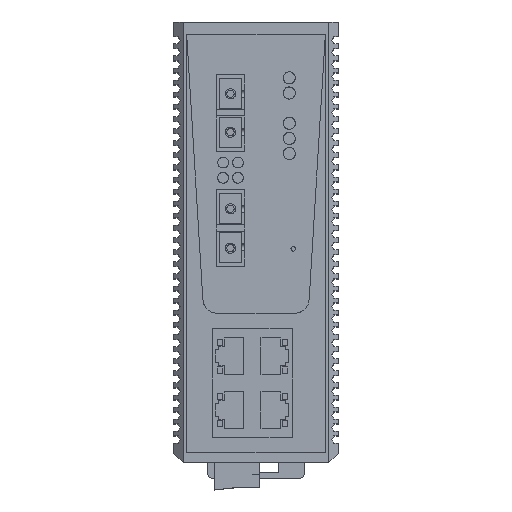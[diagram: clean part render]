
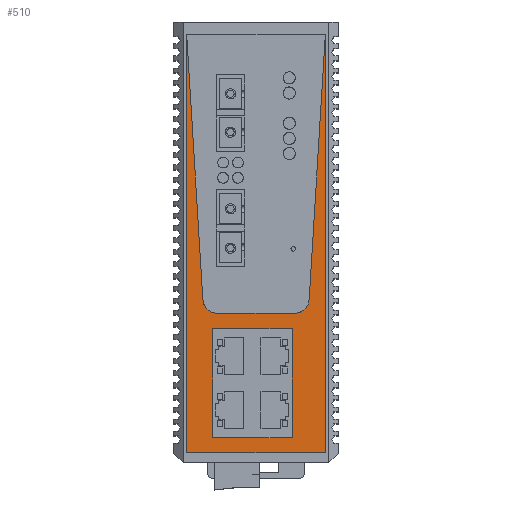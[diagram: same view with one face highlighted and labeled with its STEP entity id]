
A CAD part, top view. The second image highlights one B-rep face of the part: STEP entity #510.
In plain terms, the highlighted planar face has unit normal (0, 0, 1).
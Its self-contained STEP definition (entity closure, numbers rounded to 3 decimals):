
#431=AXIS2_PLACEMENT_3D('Plane Axis2P3D',#428,#429,#430) ;
#465=AXIS2_PLACEMENT_3D('Circle Axis2P3D',#463,#464,$) ;
#479=AXIS2_PLACEMENT_3D('Circle Axis2P3D',#477,#478,$) ;
#314=CARTESIAN_POINT('Vertex',(39.05,53.2,117.55)) ;
#330=CARTESIAN_POINT('Vertex',(39.05,17.2,117.55)) ;
#333=CARTESIAN_POINT('Line Origine',(39.05,35.2,117.55)) ;
#355=CARTESIAN_POINT('Vertex',(12.75,53.2,117.55)) ;
#365=CARTESIAN_POINT('Line Origine',(25.9,53.2,117.55)) ;
#412=CARTESIAN_POINT('Vertex',(12.75,17.2,117.55)) ;
#415=CARTESIAN_POINT('Line Origine',(25.9,17.2,117.55)) ;
#428=CARTESIAN_POINT('Axis2P3D Location',(27.1,81.75,117.55)) ;
#433=CARTESIAN_POINT('Line Origine',(4.2,81.2,117.55)) ;
#437=CARTESIAN_POINT('Vertex',(4.2,150.25,117.55)) ;
#439=CARTESIAN_POINT('Vertex',(4.2,12.15,117.55)) ;
#442=CARTESIAN_POINT('Line Origine',(27.1,12.15,117.55)) ;
#446=CARTESIAN_POINT('Vertex',(50.,12.15,117.55)) ;
#449=CARTESIAN_POINT('Line Origine',(50.,81.2,117.55)) ;
#453=CARTESIAN_POINT('Vertex',(50.,150.25,117.55)) ;
#456=CARTESIAN_POINT('Line Origine',(47.328,106.564,117.55)) ;
#460=CARTESIAN_POINT('Vertex',(44.656,62.878,117.55)) ;
#463=CARTESIAN_POINT('Axis2P3D Location',(39.665,63.183,117.55)) ;
#467=CARTESIAN_POINT('Vertex',(39.665,58.183,117.55)) ;
#470=CARTESIAN_POINT('Line Origine',(27.1,58.183,117.55)) ;
#474=CARTESIAN_POINT('Vertex',(14.535,58.183,117.55)) ;
#477=CARTESIAN_POINT('Axis2P3D Location',(14.535,63.183,117.55)) ;
#481=CARTESIAN_POINT('Vertex',(9.544,62.878,117.55)) ;
#484=CARTESIAN_POINT('Line Origine',(6.872,106.564,117.55)) ;
#499=CARTESIAN_POINT('Line Origine',(12.75,35.2,117.55)) ;
#334=DIRECTION('Vector Direction',(0.,1.,0.)) ;
#366=DIRECTION('Vector Direction',(-1.,0.,0.)) ;
#416=DIRECTION('Vector Direction',(1.,0.,0.)) ;
#429=DIRECTION('Axis2P3D Direction',(0.,0.,1.)) ;
#430=DIRECTION('Axis2P3D XDirection',(0.,1.,0.)) ;
#434=DIRECTION('Vector Direction',(0.,-1.,0.)) ;
#443=DIRECTION('Vector Direction',(1.,0.,0.)) ;
#450=DIRECTION('Vector Direction',(0.,1.,0.)) ;
#457=DIRECTION('Vector Direction',(0.061,0.998,0.)) ;
#464=DIRECTION('Axis2P3D Direction',(0.,0.,1.)) ;
#471=DIRECTION('Vector Direction',(1.,0.,0.)) ;
#478=DIRECTION('Axis2P3D Direction',(0.,0.,1.)) ;
#485=DIRECTION('Vector Direction',(-0.061,0.998,0.)) ;
#500=DIRECTION('Vector Direction',(0.,-1.,0.)) ;
#335=VECTOR('Line Direction',#334,1.) ;
#367=VECTOR('Line Direction',#366,1.) ;
#417=VECTOR('Line Direction',#416,1.) ;
#435=VECTOR('Line Direction',#434,1.) ;
#444=VECTOR('Line Direction',#443,1.) ;
#451=VECTOR('Line Direction',#450,1.) ;
#458=VECTOR('Line Direction',#457,1.) ;
#472=VECTOR('Line Direction',#471,1.) ;
#486=VECTOR('Line Direction',#485,1.) ;
#501=VECTOR('Line Direction',#500,1.) ;
#490=ORIENTED_EDGE('',*,*,#441,.T.) ;
#491=ORIENTED_EDGE('',*,*,#448,.T.) ;
#492=ORIENTED_EDGE('',*,*,#455,.T.) ;
#493=ORIENTED_EDGE('',*,*,#462,.F.) ;
#494=ORIENTED_EDGE('',*,*,#469,.F.) ;
#495=ORIENTED_EDGE('',*,*,#476,.F.) ;
#496=ORIENTED_EDGE('',*,*,#483,.F.) ;
#497=ORIENTED_EDGE('',*,*,#488,.F.) ;
#505=ORIENTED_EDGE('',*,*,#337,.F.) ;
#506=ORIENTED_EDGE('',*,*,#419,.F.) ;
#507=ORIENTED_EDGE('',*,*,#503,.F.) ;
#508=ORIENTED_EDGE('',*,*,#369,.F.) ;
#509=FACE_BOUND('',#504,.T.) ;
#510=ADVANCED_FACE('SWITCH',(#498,#509),#432,.T.) ;
#466=CIRCLE('generated circle',#465,5.) ;
#480=CIRCLE('generated circle',#479,5.) ;
#337=EDGE_CURVE('',#331,#315,#336,.T.) ;
#369=EDGE_CURVE('',#315,#356,#368,.T.) ;
#419=EDGE_CURVE('',#413,#331,#418,.T.) ;
#441=EDGE_CURVE('',#438,#440,#436,.T.) ;
#448=EDGE_CURVE('',#440,#447,#445,.T.) ;
#455=EDGE_CURVE('',#447,#454,#452,.T.) ;
#462=EDGE_CURVE('',#461,#454,#459,.T.) ;
#469=EDGE_CURVE('',#468,#461,#466,.T.) ;
#476=EDGE_CURVE('',#475,#468,#473,.T.) ;
#483=EDGE_CURVE('',#482,#475,#480,.T.) ;
#488=EDGE_CURVE('',#438,#482,#487,.F.) ;
#503=EDGE_CURVE('',#356,#413,#502,.T.) ;
#489=EDGE_LOOP('',(#490,#491,#492,#493,#494,#495,#496,#497)) ;
#504=EDGE_LOOP('',(#505,#506,#507,#508)) ;
#498=FACE_OUTER_BOUND('',#489,.T.) ;
#336=LINE('Line',#333,#335) ;
#368=LINE('Line',#365,#367) ;
#418=LINE('Line',#415,#417) ;
#436=LINE('Line',#433,#435) ;
#445=LINE('Line',#442,#444) ;
#452=LINE('Line',#449,#451) ;
#459=LINE('Line',#456,#458) ;
#473=LINE('Line',#470,#472) ;
#487=LINE('Line',#484,#486) ;
#502=LINE('Line',#499,#501) ;
#432=PLANE('',#431) ;
#315=VERTEX_POINT('',#314) ;
#331=VERTEX_POINT('',#330) ;
#356=VERTEX_POINT('',#355) ;
#413=VERTEX_POINT('',#412) ;
#438=VERTEX_POINT('',#437) ;
#440=VERTEX_POINT('',#439) ;
#447=VERTEX_POINT('',#446) ;
#454=VERTEX_POINT('',#453) ;
#461=VERTEX_POINT('',#460) ;
#468=VERTEX_POINT('',#467) ;
#475=VERTEX_POINT('',#474) ;
#482=VERTEX_POINT('',#481) ;
